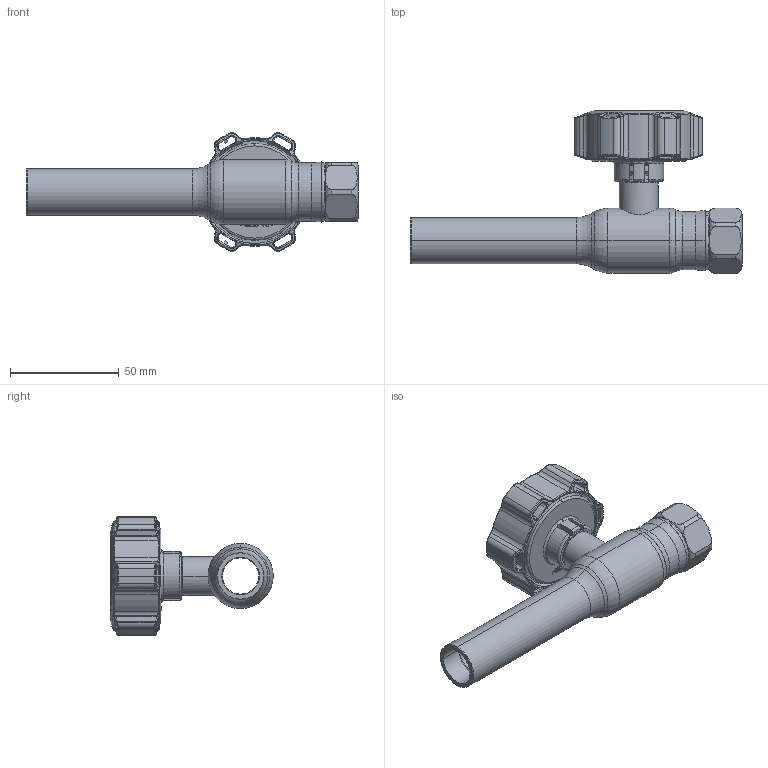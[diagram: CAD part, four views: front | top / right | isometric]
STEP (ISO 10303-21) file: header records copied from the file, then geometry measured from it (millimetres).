
FILE_DESCRIPTION (( 'STEP AP214' ), '1' );
FILE_NAME ('1015003600-2201.step', '2023-09-18T09:33:35', ( '' ), ( '' ), 'SwSTEP 2.0', 'SolidWorks 2021', '' );
FILE_SCHEMA (( 'AUTOMOTIVE_DESIGN' ));
Length unit declared in the file: millimetre
Products named in the file (1): 1015003600-2201
Bounding box: 153 x 74.8 x 54.57 mm (x, y, z)
Surface area: 32687.3 mm2 (no closed solid volume)
Topology: 0 solids, 7 shells, 536 faces, 1519 edges, 967 vertices
Faces by surface type: bspline 172, cylinder 132, plane 93, torus 89, cone 50
Entity records: 32720 total; most frequent: CARTESIAN_POINT 14522, ORIENTED_EDGE 2739, DIRECTION 2171, EDGE_CURVE 1519, VERTEX_POINT 967, AXIS2_PLACEMENT_3D 873, EDGE_LOOP 568, B_SPLINE_CURVE_WITH_KNOTS 556
